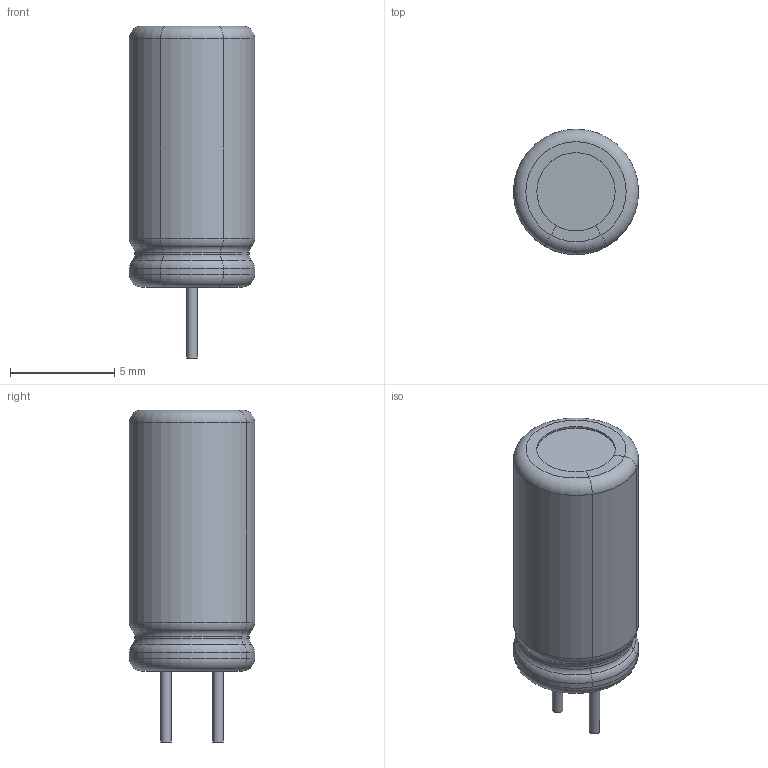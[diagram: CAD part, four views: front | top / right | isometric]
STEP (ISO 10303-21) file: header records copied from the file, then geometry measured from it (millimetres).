
FILE_DESCRIPTION(/* description */ (''),/* implementation_level */ '2;1');
FILE_NAME(/* name */ 'KEMET_ESY.stp',/* time_stamp */ '2023-12-15T01:44:06-05:00',/* author */ ('Ishaan'),/* organization */ (''),/* preprocessor_version */ 'ST-DEVELOPER v19.2',/* originating_system */ 'Autodesk Inventor 2024',/* authorisation */ '');
FILE_SCHEMA (('AUTOMOTIVE_DESIGN { 1 0 10303 214 3 1 1 }'));
Length unit declared in the file: millimetre
Products named in the file (1): KEMET_ESY
Bounding box: 6 x 6 x 15.9 mm (x, y, z)
Volume: 346.4 mm3; surface area: 797.6 mm2
Topology: 3 solids, 3 shells, 67 faces, 173 edges, 114 vertices
Faces by surface type: torus 30, cylinder 21, plane 16
Full cylindrical faces by diameter (mm): 0.5 x2, 5.3 x1, 5.8 x2
Entity records: 2183 total; most frequent: DIRECTION 429, CARTESIAN_POINT 355, ORIENTED_EDGE 346, AXIS2_PLACEMENT_3D 188, EDGE_CURVE 173, CIRCLE 120, VERTEX_POINT 114, EDGE_LOOP 69
